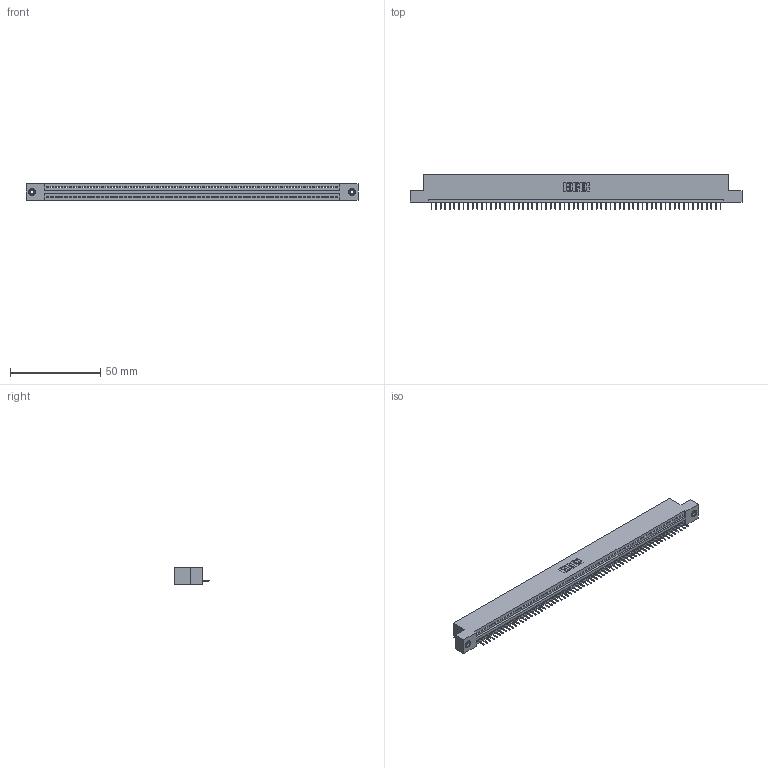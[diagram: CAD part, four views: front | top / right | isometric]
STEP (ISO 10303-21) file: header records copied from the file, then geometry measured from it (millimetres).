
FILE_DESCRIPTION (( 'STEP AP203' ), '1' );
FILE_NAME ('395-064-524-108.STEP', '2018-11-24T13:43:04', ( '' ), ( '' ), 'SwSTEP 2.0', 'SolidWorks 2016', '' );
FILE_SCHEMA (( 'CONFIG_CONTROL_DESIGN' ));
Length unit declared in the file: inch
Products named in the file (4): 345 Part_Flush Mounting Lugs - 0.156 Dia-TI; 395-064-524-108; 345-250-001_345-250-003-102; 345-292-001_345-293-124
Assembly tree (67 placements, depth 2):
  395-064-524-108
    345 Part_Flush Mounting Lugs - 0.156 Dia-TI
    345-292-001_345-293-124  x64
    345-250-001_345-250-003-102  x2
Bounding box: 183.77 x 19.35 x 9.4 mm (x, y, z)
Volume: 17375.5 mm3; surface area: 22600.2 mm2
Topology: 67 solids, 67 shells, 4154 faces, 11997 edges, 7734 vertices
Faces by surface type: plane 3056, cylinder 1082, cone 12, torus 4
Entity records: 46466 total; most frequent: CARTESIAN_POINT 8027, ORIENTED_EDGE 8018, DIRECTION 7007, EDGE_CURVE 4009, LINE 3605, VECTOR 3605, VERTEX_POINT 2664, AXIS2_PLACEMENT_3D 1701
